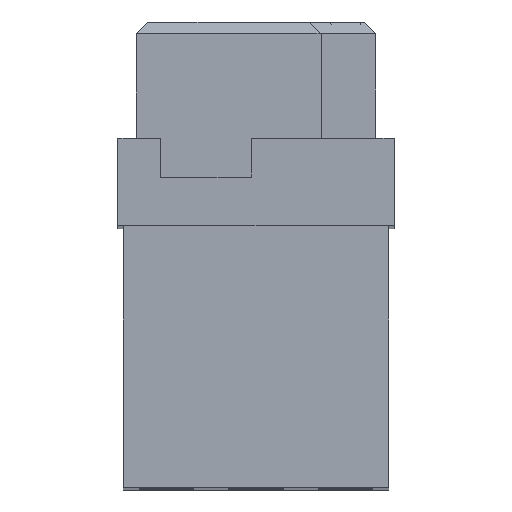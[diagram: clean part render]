
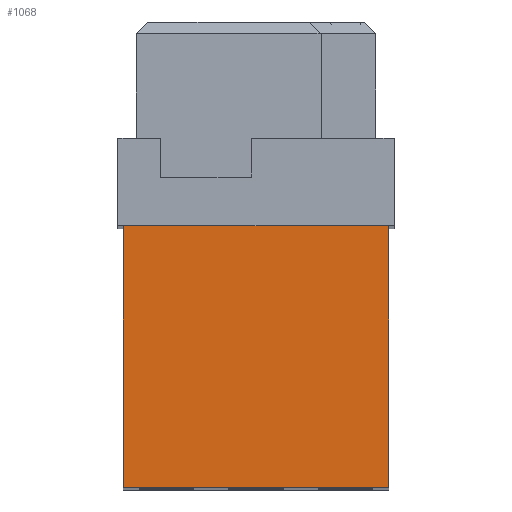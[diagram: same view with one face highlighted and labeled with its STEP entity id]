
A CAD part, top view. The second image highlights one B-rep face of the part: STEP entity #1068.
In plain terms, the highlighted planar face has unit normal (0, 0, 1).
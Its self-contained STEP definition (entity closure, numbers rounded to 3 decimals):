
#1068=ADVANCED_FACE('',(#2886),#1979,.F.);
#1979=PLANE('',#18600);
#2886=FACE_OUTER_BOUND('',#3853,.T.);
#3853=EDGE_LOOP('',(#8180,#8181,#8182,#8183));
#8180=ORIENTED_EDGE('',*,*,#12807,.F.);
#8181=ORIENTED_EDGE('',*,*,#12811,.F.);
#8182=ORIENTED_EDGE('',*,*,#12818,.F.);
#8183=ORIENTED_EDGE('',*,*,#12816,.F.);
#10380=VERTEX_POINT('',#27807);
#10381=VERTEX_POINT('',#27808);
#10384=VERTEX_POINT('',#27816);
#10387=VERTEX_POINT('',#27826);
#12807=EDGE_CURVE('',#10380,#10381,#15235,.T.);
#12811=EDGE_CURVE('',#10384,#10380,#15239,.T.);
#12816=EDGE_CURVE('',#10381,#10387,#15244,.T.);
#12818=EDGE_CURVE('',#10387,#10384,#15246,.T.);
#15235=LINE('',#27806,#17663);
#15239=LINE('',#27815,#17667);
#15244=LINE('',#27825,#17672);
#15246=LINE('',#27829,#17674);
#17663=VECTOR('',#22840,1.);
#17667=VECTOR('',#22846,1.);
#17672=VECTOR('',#22855,1.);
#17674=VECTOR('',#22859,1.);
#18600=AXIS2_PLACEMENT_3D('',#27830,#22860,#22861);
#22840=DIRECTION('',(1.,0.,0.));
#22846=DIRECTION('',(0.,1.,0.));
#22855=DIRECTION('',(0.,-1.,0.));
#22859=DIRECTION('',(-1.,0.,0.));
#22860=DIRECTION('',(0.,0.,-1.));
#22861=DIRECTION('',(0.,-1.,0.));
#27806=CARTESIAN_POINT('',(0.3,0.,89.45));
#27807=CARTESIAN_POINT('',(0.3,0.,89.45));
#27808=CARTESIAN_POINT('',(15.35,0.,89.45));
#27815=CARTESIAN_POINT('',(0.3,-14.83,89.45));
#27816=CARTESIAN_POINT('',(0.3,-14.83,89.45));
#27825=CARTESIAN_POINT('',(15.35,0.,89.45));
#27826=CARTESIAN_POINT('',(15.35,-14.83,89.45));
#27829=CARTESIAN_POINT('',(15.35,-14.83,89.45));
#27830=CARTESIAN_POINT('',(15.65,0.,89.45));
